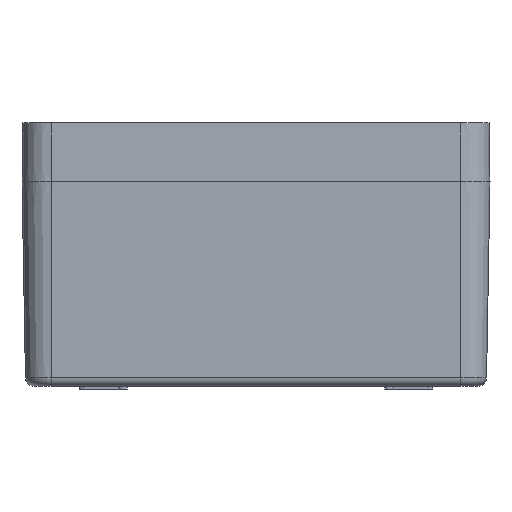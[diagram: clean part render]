
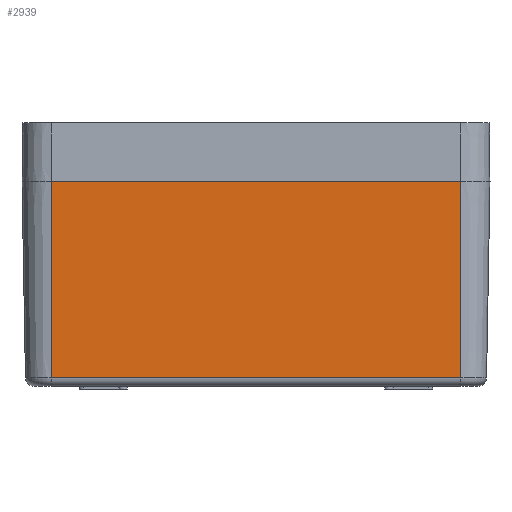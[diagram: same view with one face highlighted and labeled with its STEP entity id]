
A CAD part, left-side view. The second image highlights one B-rep face of the part: STEP entity #2939.
In plain terms, the highlighted planar face has unit normal (-1, 0, -0.018).
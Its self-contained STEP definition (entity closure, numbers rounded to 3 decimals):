
#2919=AXIS2_PLACEMENT_3D('Plane Axis2P3D',#2916,#2917,#2918) ;
#1920=CARTESIAN_POINT('Vertex',(0.,150.,71.)) ;
#1923=CARTESIAN_POINT('Line Origine',(0.,80.,71.)) ;
#1927=CARTESIAN_POINT('Vertex',(0.,10.,71.)) ;
#2897=CARTESIAN_POINT('Line Origine',(-8721.203,150.,499708.398)) ;
#2901=CARTESIAN_POINT('Vertex',(1.17,150.,3.948)) ;
#2916=CARTESIAN_POINT('Axis2P3D Location',(0.,80.,71.)) ;
#2921=CARTESIAN_POINT('Line Origine',(1.17,80.,3.948)) ;
#2925=CARTESIAN_POINT('Vertex',(1.17,10.,3.948)) ;
#2928=CARTESIAN_POINT('Line Origine',(0.585,10.,37.474)) ;
#1924=DIRECTION('Vector Direction',(0.,1.,0.)) ;
#2898=DIRECTION('Vector Direction',(-0.017,0.,1.)) ;
#2917=DIRECTION('Axis2P3D Direction',(1.,0.,0.017)) ;
#2918=DIRECTION('Axis2P3D XDirection',(0.,1.,0.)) ;
#2922=DIRECTION('Vector Direction',(0.,1.,0.)) ;
#2929=DIRECTION('Vector Direction',(-0.017,0.,1.)) ;
#1925=VECTOR('Line Direction',#1924,1.) ;
#2899=VECTOR('Line Direction',#2898,1.) ;
#2923=VECTOR('Line Direction',#2922,1.) ;
#2930=VECTOR('Line Direction',#2929,1.) ;
#2934=ORIENTED_EDGE('',*,*,#2927,.F.) ;
#2935=ORIENTED_EDGE('',*,*,#2932,.F.) ;
#2936=ORIENTED_EDGE('',*,*,#1929,.F.) ;
#2937=ORIENTED_EDGE('',*,*,#2903,.T.) ;
#2939=ADVANCED_FACE('Hauptk\X2\00F6\X0\rper',(#2938),#2920,.F.) ;
#1929=EDGE_CURVE('',#1921,#1928,#1926,.F.) ;
#2903=EDGE_CURVE('',#1921,#2902,#2900,.F.) ;
#2927=EDGE_CURVE('',#2926,#2902,#2924,.T.) ;
#2932=EDGE_CURVE('',#1928,#2926,#2931,.F.) ;
#2933=EDGE_LOOP('',(#2934,#2935,#2936,#2937)) ;
#2938=FACE_OUTER_BOUND('',#2933,.T.) ;
#1926=LINE('Line',#1923,#1925) ;
#2900=LINE('Line',#2897,#2899) ;
#2924=LINE('Line',#2921,#2923) ;
#2931=LINE('Line',#2928,#2930) ;
#2920=PLANE('',#2919) ;
#1921=VERTEX_POINT('',#1920) ;
#1928=VERTEX_POINT('',#1927) ;
#2902=VERTEX_POINT('',#2901) ;
#2926=VERTEX_POINT('',#2925) ;
